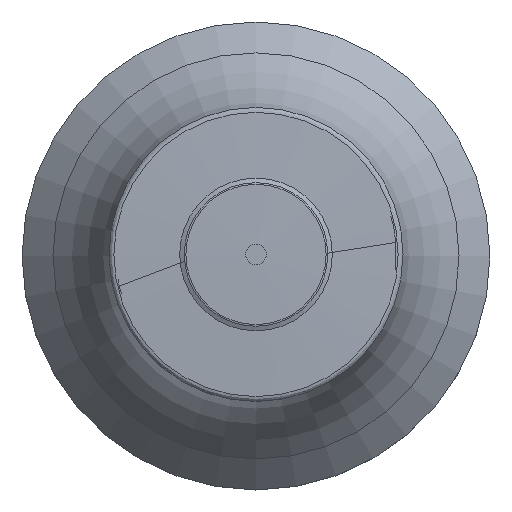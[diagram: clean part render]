
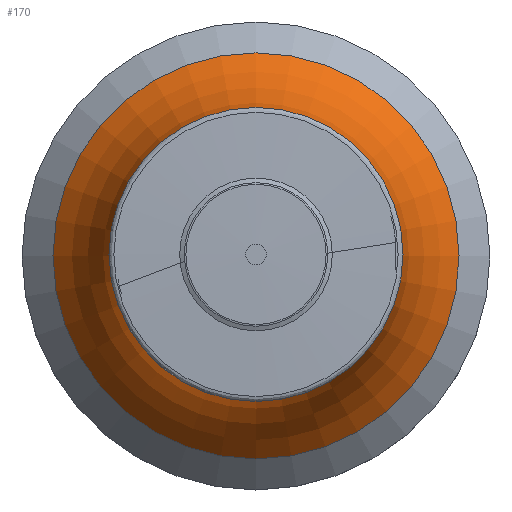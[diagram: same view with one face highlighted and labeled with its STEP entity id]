
A CAD part, top view. The second image highlights one B-rep face of the part: STEP entity #170.
In plain terms, the highlighted toroidal (fillet/blend) face has major radius 26.5 mm and minor radius 16 mm.
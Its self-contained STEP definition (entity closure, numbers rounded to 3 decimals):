
#33=TOROIDAL_SURFACE('',#454,26.5,16.);
#136=FACE_BOUND('',#233,.T.);
#137=FACE_BOUND('',#234,.T.);
#170=ADVANCED_FACE('',(#136,#137),#33,.F.);
#233=EDGE_LOOP('',(#298));
#234=EDGE_LOOP('',(#299));
#298=ORIENTED_EDGE('',*,*,#387,.F.);
#299=ORIENTED_EDGE('',*,*,#366,.F.);
#333=VERTEX_POINT('',#683);
#349=VERTEX_POINT('',#733);
#366=EDGE_CURVE('',#333,#333,#403,.T.);
#387=EDGE_CURVE('',#349,#349,#411,.T.);
#403=CIRCLE('',#430,10.5);
#411=CIRCLE('',#449,15.186);
#430=AXIS2_PLACEMENT_3D('',#682,#500,#501);
#449=AXIS2_PLACEMENT_3D('',#732,#545,#546);
#454=AXIS2_PLACEMENT_3D('',#740,#555,#556);
#500=DIRECTION('',(0.,0.,1.));
#501=DIRECTION('',(0.,-1.,0.));
#545=DIRECTION('',(0.,0.,-1.));
#546=DIRECTION('',(0.,1.,0.));
#555=DIRECTION('',(0.,0.,1.));
#556=DIRECTION('',(0.,-1.,0.));
#682=CARTESIAN_POINT('',(0.,0.,18.627));
#683=CARTESIAN_POINT('',(0.,-10.5,18.627));
#732=CARTESIAN_POINT('',(0.,0.,7.314));
#733=CARTESIAN_POINT('',(0.,15.186,7.314));
#740=CARTESIAN_POINT('',(0.,0.,18.627));
